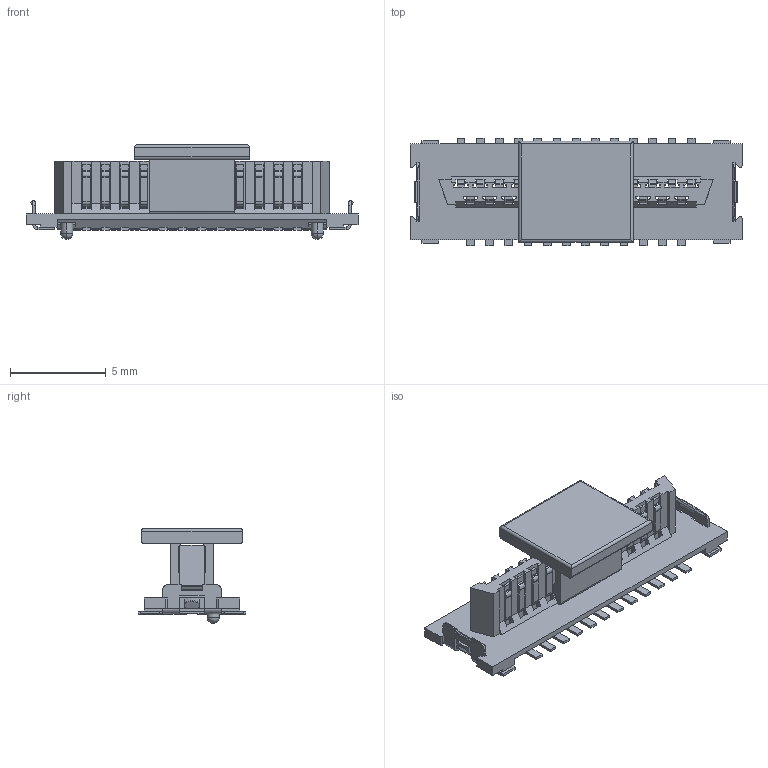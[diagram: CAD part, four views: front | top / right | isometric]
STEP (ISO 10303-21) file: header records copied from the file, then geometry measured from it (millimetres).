
FILE_DESCRIPTION((''),'2;1');
FILE_NAME('91911-WX125LFC','2020-04-27T',('KumarP'),('AFCI'),'CREO PARAMETRIC BY PTC INC, 2016130','CREO PARAMETRIC BY PTC INC, 2016130','');
FILE_SCHEMA(('CONFIG_CONTROL_DESIGN'));
Length unit declared in the file: millimetre
Products named in the file (1): 91911-WX125LFC
Bounding box: 17.3 x 5.59 x 4.93 mm (x, y, z)
Volume: 116.9 mm3; surface area: 655.7 mm2
Topology: 1 solids, 1 shells, 1342 faces, 4048 edges, 2614 vertices
Faces by surface type: plane 974, cylinder 362, sphere 4, bspline 2
Entity records: 45283 total; most frequent: CARTESIAN_POINT 8319, ORIENTED_EDGE 8088, DIRECTION 7366, EDGE_CURVE 4044, VECTOR 3298, LINE 3298, VERTEX_POINT 2614, AXIS2_PLACEMENT_3D 2034
